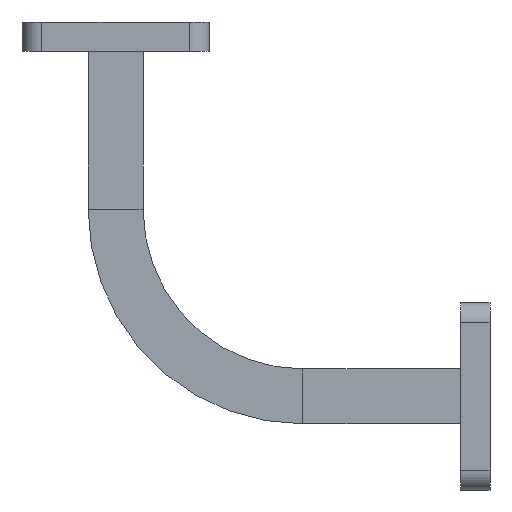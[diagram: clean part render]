
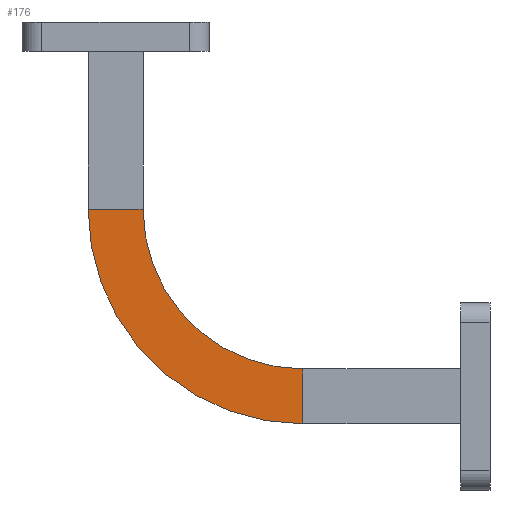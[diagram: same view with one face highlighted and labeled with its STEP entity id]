
A CAD part, left-side view. The second image highlights one B-rep face of the part: STEP entity #176.
In plain terms, the highlighted planar face has unit normal (-1, 0, 0).
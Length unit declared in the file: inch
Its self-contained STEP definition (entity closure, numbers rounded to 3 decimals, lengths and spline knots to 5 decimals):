
#9 = AXIS2_PLACEMENT_3D ( 'NONE', #442, #147, #299 ) ;
#61 = EDGE_CURVE ( 'NONE', #826, #230, #1265, .T. ) ;
#87 = DIRECTION ( 'NONE',  ( 0., -1., 0. ) ) ;
#99 = EDGE_CURVE ( 'NONE', #1468, #1596, #439, .T. ) ;
#144 = CARTESIAN_POINT ( 'NONE',  ( -0.18, -0.11, -0.75 ) ) ;
#147 = DIRECTION ( 'NONE',  ( -1., 0., 0. ) ) ;
#176 = ADVANCED_FACE ( 'NONE', ( #499 ), #1319, .F. ) ;
#230 = VERTEX_POINT ( 'NONE', #747 ) ;
#299 = DIRECTION ( 'NONE',  ( 0., 1., 0. ) ) ;
#336 = DIRECTION ( 'NONE',  ( -1., 0., 0. ) ) ;
#439 = LINE ( 'NONE', #1890, #1038 ) ;
#442 = CARTESIAN_POINT ( 'NONE',  ( -0.18, -0.75, -0.75 ) ) ;
#451 = CIRCLE ( 'NONE', #9, 0.64 ) ;
#499 = FACE_OUTER_BOUND ( 'NONE', #1755, .T. ) ;
#572 = CARTESIAN_POINT ( 'NONE',  ( -0.18, 0.11, -0.75 ) ) ;
#747 = CARTESIAN_POINT ( 'NONE',  ( -0.18, -0.11, -0.75 ) ) ;
#794 = CARTESIAN_POINT ( 'NONE',  ( -0.18, -0.75, -1.39 ) ) ;
#796 = ORIENTED_EDGE ( 'NONE', *, *, #99, .T. ) ;
#826 = VERTEX_POINT ( 'NONE', #572 ) ;
#1038 = VECTOR ( 'NONE', #1555, 39.37008 ) ;
#1044 = DIRECTION ( 'NONE',  ( 1., 0., 0. ) ) ;
#1047 = CARTESIAN_POINT ( 'NONE',  ( -0.18, -0.75, -0.75 ) ) ;
#1195 = CARTESIAN_POINT ( 'NONE',  ( -0.18, -0.11, -0.75 ) ) ;
#1265 = LINE ( 'NONE', #144, #1678 ) ;
#1319 = PLANE ( 'NONE',  #1766 ) ;
#1351 = ORIENTED_EDGE ( 'NONE', *, *, #1437, .F. ) ;
#1371 = ORIENTED_EDGE ( 'NONE', *, *, #1521, .T. ) ;
#1437 = EDGE_CURVE ( 'NONE', #230, #1596, #451, .T. ) ;
#1468 = VERTEX_POINT ( 'NONE', #1894 ) ;
#1477 = ORIENTED_EDGE ( 'NONE', *, *, #61, .F. ) ;
#1502 = DIRECTION ( 'NONE',  ( 0., 1., 0. ) ) ;
#1521 = EDGE_CURVE ( 'NONE', #826, #1468, #1815, .T. ) ;
#1555 = DIRECTION ( 'NONE',  ( 0., 0., 1. ) ) ;
#1596 = VERTEX_POINT ( 'NONE', #794 ) ;
#1678 = VECTOR ( 'NONE', #87, 39.37008 ) ;
#1751 = AXIS2_PLACEMENT_3D ( 'NONE', #1047, #336, #1806 ) ;
#1755 = EDGE_LOOP ( 'NONE', ( #1351, #1477, #1371, #796 ) ) ;
#1766 = AXIS2_PLACEMENT_3D ( 'NONE', #1195, #1044, #1502 ) ;
#1806 = DIRECTION ( 'NONE',  ( 0., 1., 0. ) ) ;
#1815 = CIRCLE ( 'NONE', #1751, 0.86 ) ;
#1890 = CARTESIAN_POINT ( 'NONE',  ( -0.18, -0.75, -1.39 ) ) ;
#1894 = CARTESIAN_POINT ( 'NONE',  ( -0.18, -0.75, -1.61 ) ) ;
